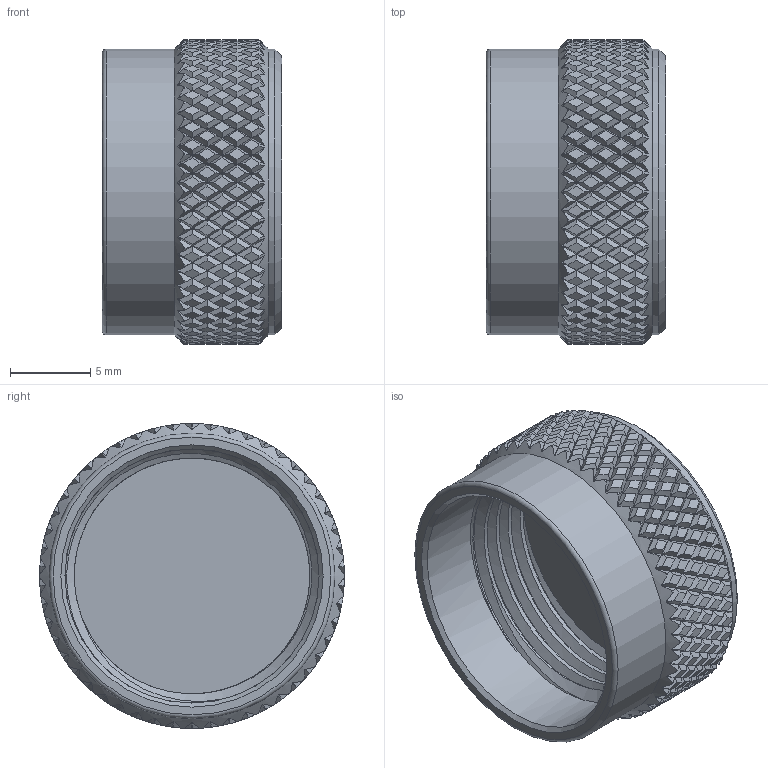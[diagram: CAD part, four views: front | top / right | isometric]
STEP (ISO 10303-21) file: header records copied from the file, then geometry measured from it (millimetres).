
FILE_DESCRIPTION (( 'STEP AP203' ), '1' );
FILE_NAME ('PE6017_3D.step', '2020-12-10T17:37:20', ( '' ), ( '' ), 'SwSTEP 2.0', 'SolidWorks 2018', '' );
FILE_SCHEMA (( 'CONFIG_CONTROL_DESIGN' ));
Length unit declared in the file: inch
Products named in the file (1): PE6017_3D
Bounding box: 11.2 x 19.05 x 19.05 mm (x, y, z)
Volume: 1298.5 mm3; surface area: 1883.8 mm2
Topology: 1 solids, 1 shells, 1569 faces, 3444 edges, 1878 vertices
Faces by surface type: bspline 1203, cylinder 357, cone 5, plane 3, torus 1
Full cylindrical faces by diameter (mm): 15.875 x4, 17.86 x2
Entity records: 59213 total; most frequent: CARTESIAN_POINT 38594, ORIENTED_EDGE 6840, EDGE_CURVE 3420, VERTEX_POINT 1866, EDGE_LOOP 1574, FACE_OUTER_BOUND 1569, ADVANCED_FACE 1565, B_SPLINE_CURVE_WITH_KNOTS 1406
